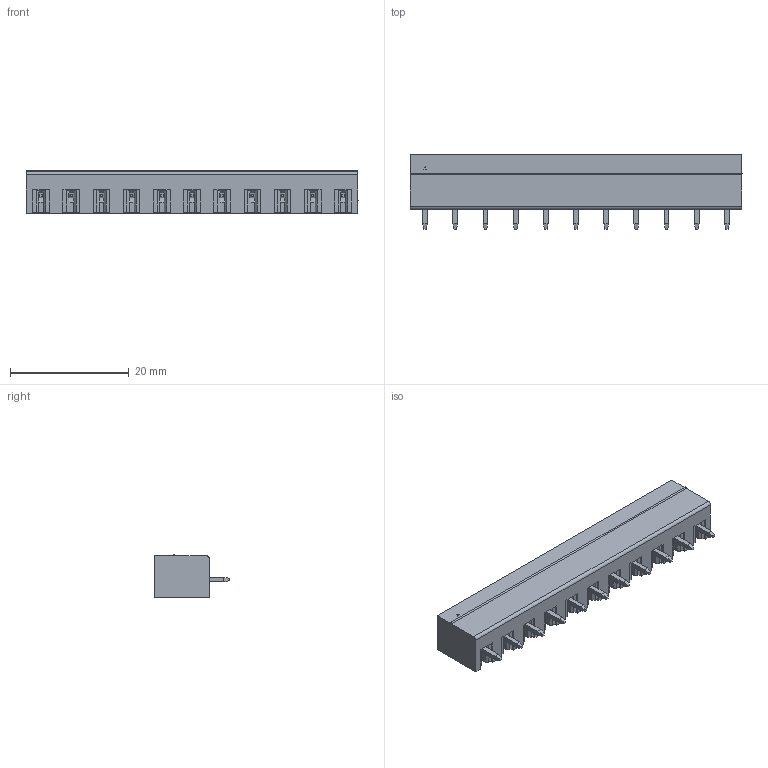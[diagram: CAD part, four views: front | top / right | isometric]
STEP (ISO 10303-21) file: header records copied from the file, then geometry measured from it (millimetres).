
FILE_DESCRIPTION (( 'STEP AP214' ), '1' );
FILE_NAME ('15EDGVC-5.08-11P-14-00AH.STEP', '2021-02-04T21:53:43', ( '' ), ( '' ), 'SwSTEP 2.0', 'SolidWorks 2020', '' );
FILE_SCHEMA (( 'AUTOMOTIVE_DESIGN' ));
Length unit declared in the file: millimetre
Products named in the file (1): 15EDGVC-5.08-11P-14-00AH
Bounding box: 55.88 x 12.6 x 7.2 mm (x, y, z)
Volume: 2165.1 mm3; surface area: 4392.8 mm2
Topology: 1 solids, 1 shells, 1091 faces, 2883 edges, 1856 vertices
Faces by surface type: plane 899, bspline 124, cylinder 35, torus 22, cone 11
Entity records: 44605 total; most frequent: CARTESIAN_POINT 13365, ORIENTED_EDGE 5766, DIRECTION 4674, EDGE_CURVE 2883, VECTOR 2488, LINE 2488, VERTEX_POINT 1856, EDGE_LOOP 1153
